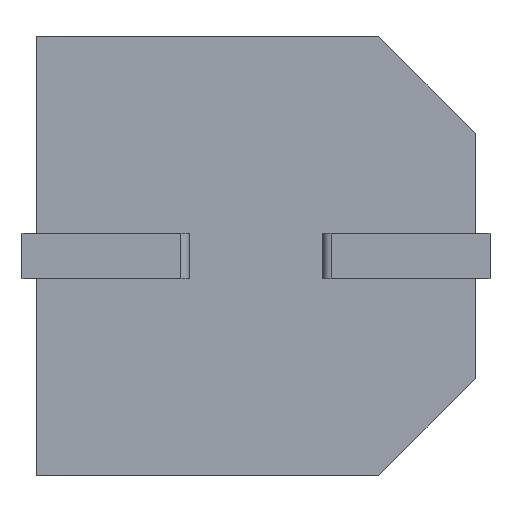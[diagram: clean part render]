
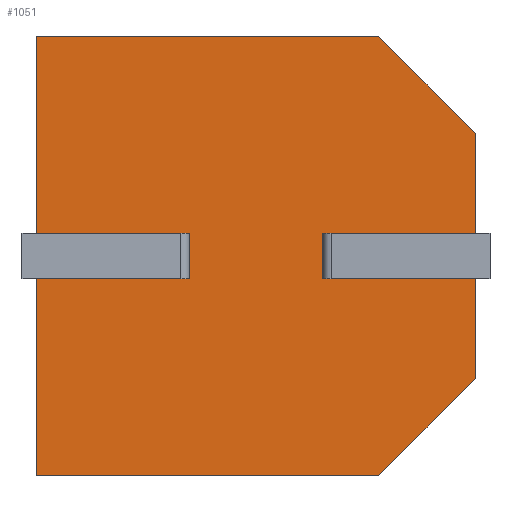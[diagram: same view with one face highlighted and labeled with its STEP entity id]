
A CAD part, front view. The second image highlights one B-rep face of the part: STEP entity #1051.
In plain terms, the highlighted planar face has unit normal (0, -1, 0).
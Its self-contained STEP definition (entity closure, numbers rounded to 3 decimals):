
#37 = AXIS2_PLACEMENT_3D ( 'NONE', #751, #1613, #508 ) ;
#64 = CARTESIAN_POINT ( 'NONE',  ( 3.65, 0., -5.8 ) ) ;
#115 = VERTEX_POINT ( 'NONE', #2020 ) ;
#128 = DIRECTION ( 'NONE',  ( 1., 0., 0. ) ) ;
#165 = ORIENTED_EDGE ( 'NONE', *, *, #994, .T. ) ;
#191 = CARTESIAN_POINT ( 'NONE',  ( 0., 0., 0. ) ) ;
#224 = LINE ( 'NONE', #599, #1556 ) ;
#256 = LINE ( 'NONE', #1586, #1418 ) ;
#361 = CARTESIAN_POINT ( 'NONE',  ( 6.85, 0., -4.7 ) ) ;
#433 = VECTOR ( 'NONE', #2968, 1000. ) ;
#437 = VECTOR ( 'NONE', #1617, 1000. ) ;
#461 = LINE ( 'NONE', #361, #1457 ) ;
#474 = VECTOR ( 'NONE', #1164, 1000. ) ;
#508 = DIRECTION ( 'NONE',  ( 0., 0., 1. ) ) ;
#532 = VERTEX_POINT ( 'NONE', #2373 ) ;
#585 = EDGE_CURVE ( 'NONE', #2375, #532, #2325, .T. ) ;
#599 = CARTESIAN_POINT ( 'NONE',  ( 8.185, 0., 0. ) ) ;
#600 = CARTESIAN_POINT ( 'NONE',  ( 6.85, 0., -4.7 ) ) ;
#647 = CARTESIAN_POINT ( 'NONE',  ( 0., 0., -10.5 ) ) ;
#685 = LINE ( 'NONE', #1323, #723 ) ;
#691 = VECTOR ( 'NONE', #1789, 1000. ) ;
#723 = VECTOR ( 'NONE', #1062, 1000. ) ;
#751 = CARTESIAN_POINT ( 'NONE',  ( 0., 0., 0. ) ) ;
#792 = CARTESIAN_POINT ( 'NONE',  ( 0., 0., 0. ) ) ;
#805 = VECTOR ( 'NONE', #2262, 1000. ) ;
#830 = EDGE_CURVE ( 'NONE', #532, #3419, #3069, .T. ) ;
#864 = ORIENTED_EDGE ( 'NONE', *, *, #1874, .F. ) ;
#994 = EDGE_CURVE ( 'NONE', #1185, #1315, #1884, .T. ) ;
#996 = DIRECTION ( 'NONE',  ( 0., 0., -1. ) ) ;
#1046 = CARTESIAN_POINT ( 'NONE',  ( 10.5, 0., -2.315 ) ) ;
#1048 = DIRECTION ( 'NONE',  ( 0., 0., -1. ) ) ;
#1051 = ADVANCED_FACE ( 'NONE', ( #2223 ), #1875, .F. ) ;
#1062 = DIRECTION ( 'NONE',  ( 0., 0., -1. ) ) ;
#1072 = EDGE_CURVE ( 'NONE', #1776, #1325, #256, .T. ) ;
#1073 = DIRECTION ( 'NONE',  ( 0., 0., -1. ) ) ;
#1164 = DIRECTION ( 'NONE',  ( 0.707, 0., 0.707 ) ) ;
#1185 = VERTEX_POINT ( 'NONE', #191 ) ;
#1241 = EDGE_CURVE ( 'NONE', #3133, #1315, #1910, .T. ) ;
#1315 = VERTEX_POINT ( 'NONE', #1676 ) ;
#1323 = CARTESIAN_POINT ( 'NONE',  ( 10.5, 0., 0. ) ) ;
#1325 = VERTEX_POINT ( 'NONE', #1389 ) ;
#1337 = CARTESIAN_POINT ( 'NONE',  ( 8.185, 0., -10.5 ) ) ;
#1389 = CARTESIAN_POINT ( 'NONE',  ( 10.5, 0., -5.8 ) ) ;
#1401 = LINE ( 'NONE', #1507, #691 ) ;
#1418 = VECTOR ( 'NONE', #2589, 1000. ) ;
#1444 = VERTEX_POINT ( 'NONE', #600 ) ;
#1457 = VECTOR ( 'NONE', #3268, 1000. ) ;
#1507 = CARTESIAN_POINT ( 'NONE',  ( 3.65, 0., -5.8 ) ) ;
#1556 = VECTOR ( 'NONE', #2472, 1000. ) ;
#1577 = CARTESIAN_POINT ( 'NONE',  ( 3.65, 0., -4.7 ) ) ;
#1586 = CARTESIAN_POINT ( 'NONE',  ( 6.85, 0., -5.8 ) ) ;
#1613 = DIRECTION ( 'NONE',  ( 0., 1., 0. ) ) ;
#1617 = DIRECTION ( 'NONE',  ( 0., 0., 1. ) ) ;
#1623 = DIRECTION ( 'NONE',  ( -1., 0., 0. ) ) ;
#1676 = CARTESIAN_POINT ( 'NONE',  ( 0., 0., -4.7 ) ) ;
#1677 = EDGE_CURVE ( 'NONE', #115, #3133, #1401, .T. ) ;
#1690 = LINE ( 'NONE', #2136, #437 ) ;
#1739 = VERTEX_POINT ( 'NONE', #3401 ) ;
#1757 = LINE ( 'NONE', #3404, #2438 ) ;
#1776 = VERTEX_POINT ( 'NONE', #2821 ) ;
#1789 = DIRECTION ( 'NONE',  ( 0., 0., 1. ) ) ;
#1810 = CARTESIAN_POINT ( 'NONE',  ( 0., 0., 0. ) ) ;
#1811 = LINE ( 'NONE', #3009, #3114 ) ;
#1822 = VERTEX_POINT ( 'NONE', #1046 ) ;
#1853 = EDGE_CURVE ( 'NONE', #1776, #1444, #1690, .T. ) ;
#1874 = EDGE_CURVE ( 'NONE', #1822, #2332, #685, .T. ) ;
#1875 = PLANE ( 'NONE',  #37 ) ;
#1884 = LINE ( 'NONE', #1810, #1920 ) ;
#1907 = ORIENTED_EDGE ( 'NONE', *, *, #3118, .F. ) ;
#1910 = LINE ( 'NONE', #3181, #2554 ) ;
#1920 = VECTOR ( 'NONE', #996, 1000. ) ;
#1971 = ORIENTED_EDGE ( 'NONE', *, *, #2617, .F. ) ;
#2020 = CARTESIAN_POINT ( 'NONE',  ( 3.65, 0., -5.8 ) ) ;
#2040 = EDGE_CURVE ( 'NONE', #115, #2375, #2452, .T. ) ;
#2064 = ORIENTED_EDGE ( 'NONE', *, *, #2040, .T. ) ;
#2122 = EDGE_CURVE ( 'NONE', #3419, #3410, #2857, .T. ) ;
#2133 = EDGE_LOOP ( 'NONE', ( #2626, #2957, #3180, #864, #2998, #1971, #165, #2394, #2434, #2064, #3035, #3226, #3336, #1907 ) ) ;
#2136 = CARTESIAN_POINT ( 'NONE',  ( 6.85, 0., -5.8 ) ) ;
#2159 = VECTOR ( 'NONE', #1073, 1000. ) ;
#2223 = FACE_OUTER_BOUND ( 'NONE', #2133, .T. ) ;
#2262 = DIRECTION ( 'NONE',  ( 1., 0., 0. ) ) ;
#2325 = LINE ( 'NONE', #792, #2159 ) ;
#2332 = VERTEX_POINT ( 'NONE', #3154 ) ;
#2373 = CARTESIAN_POINT ( 'NONE',  ( 0., 0., -10.5 ) ) ;
#2375 = VERTEX_POINT ( 'NONE', #2435 ) ;
#2394 = ORIENTED_EDGE ( 'NONE', *, *, #1241, .F. ) ;
#2434 = ORIENTED_EDGE ( 'NONE', *, *, #1677, .F. ) ;
#2435 = CARTESIAN_POINT ( 'NONE',  ( 0., 0., -5.8 ) ) ;
#2438 = VECTOR ( 'NONE', #1048, 1000. ) ;
#2452 = LINE ( 'NONE', #64, #433 ) ;
#2472 = DIRECTION ( 'NONE',  ( -0.707, 0., 0.707 ) ) ;
#2554 = VECTOR ( 'NONE', #1623, 1000. ) ;
#2580 = EDGE_CURVE ( 'NONE', #1822, #1739, #224, .T. ) ;
#2589 = DIRECTION ( 'NONE',  ( 1., 0., 0. ) ) ;
#2617 = EDGE_CURVE ( 'NONE', #1185, #1739, #1811, .T. ) ;
#2620 = CARTESIAN_POINT ( 'NONE',  ( 10.5, 0., -8.185 ) ) ;
#2626 = ORIENTED_EDGE ( 'NONE', *, *, #1072, .F. ) ;
#2731 = CARTESIAN_POINT ( 'NONE',  ( 10.5, 0., -8.185 ) ) ;
#2821 = CARTESIAN_POINT ( 'NONE',  ( 6.85, 0., -5.8 ) ) ;
#2857 = LINE ( 'NONE', #2731, #474 ) ;
#2957 = ORIENTED_EDGE ( 'NONE', *, *, #1853, .T. ) ;
#2968 = DIRECTION ( 'NONE',  ( -1., 0., 0. ) ) ;
#2998 = ORIENTED_EDGE ( 'NONE', *, *, #2580, .T. ) ;
#3009 = CARTESIAN_POINT ( 'NONE',  ( 0., 0., 0. ) ) ;
#3035 = ORIENTED_EDGE ( 'NONE', *, *, #585, .T. ) ;
#3069 = LINE ( 'NONE', #647, #805 ) ;
#3114 = VECTOR ( 'NONE', #128, 1000. ) ;
#3118 = EDGE_CURVE ( 'NONE', #1325, #3410, #1757, .T. ) ;
#3133 = VERTEX_POINT ( 'NONE', #1577 ) ;
#3154 = CARTESIAN_POINT ( 'NONE',  ( 10.5, 0., -4.7 ) ) ;
#3180 = ORIENTED_EDGE ( 'NONE', *, *, #3332, .T. ) ;
#3181 = CARTESIAN_POINT ( 'NONE',  ( 3.65, 0., -4.7 ) ) ;
#3226 = ORIENTED_EDGE ( 'NONE', *, *, #830, .T. ) ;
#3268 = DIRECTION ( 'NONE',  ( 1., 0., 0. ) ) ;
#3332 = EDGE_CURVE ( 'NONE', #1444, #2332, #461, .T. ) ;
#3336 = ORIENTED_EDGE ( 'NONE', *, *, #2122, .T. ) ;
#3401 = CARTESIAN_POINT ( 'NONE',  ( 8.185, 0., 0. ) ) ;
#3404 = CARTESIAN_POINT ( 'NONE',  ( 10.5, 0., 0. ) ) ;
#3410 = VERTEX_POINT ( 'NONE', #2620 ) ;
#3419 = VERTEX_POINT ( 'NONE', #1337 ) ;
